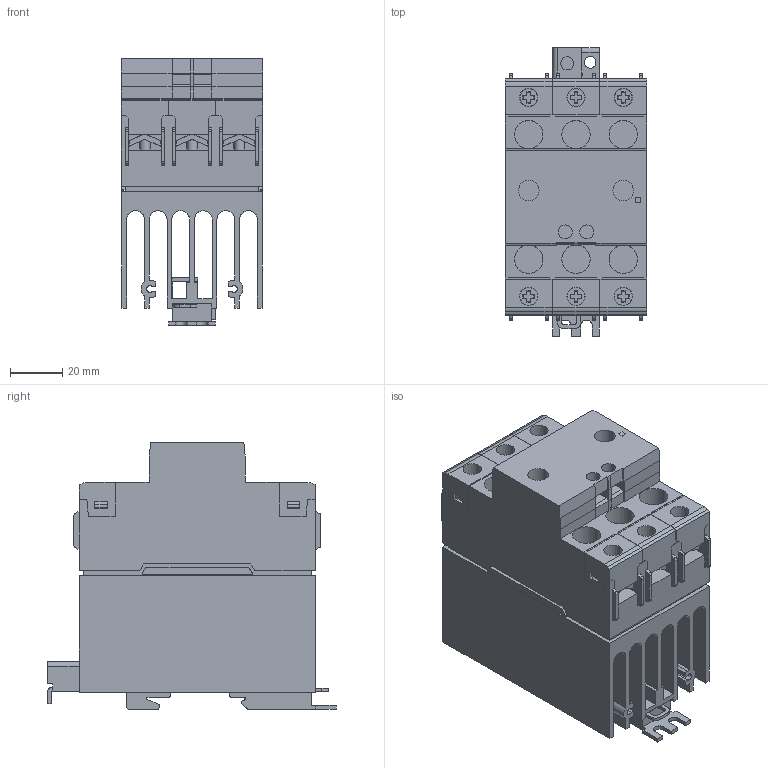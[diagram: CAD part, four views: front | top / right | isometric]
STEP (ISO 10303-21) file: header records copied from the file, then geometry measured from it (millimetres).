
FILE_DESCRIPTION(('CATIA V5 STEP Exchange','CAx-IF Rec.Pracs.--- Model Styling and Organization---1.4--- 2014-01-23'),'2;1');
FILE_NAME ('D1601685_0', '2024-02-14T09:54:03+00:00', ('none'), ('Weidmueller'), 'CATIA Version 5-6 Release 2016 SP3 HF44', 'CATIA V5 STEP AP214', 'none');
FILE_SCHEMA(('AUTOMOTIVE_DESIGN { 1 0 10303 214 1 1 1 1 }'));
Length unit declared in the file: millimetre
Products named in the file (1): S3D_PSSRN_K_24VDC_3Z_K_600VAC_20A
Bounding box: 53.8 x 110 x 101.68 mm (x, y, z)
Volume: 270043.5 mm3; surface area: 97213.4 mm2
Topology: 7 solids, 7 shells, 1000 faces, 2842 edges, 1885 vertices
Faces by surface type: plane 761, cylinder 184, extrusion 55
Entity records: 32118 total; most frequent: CARTESIAN_POINT 6892, ORIENTED_EDGE 5684, DIRECTION 3818, EDGE_CURVE 2842, VECTOR 2240, LINE 2185, VERTEX_POINT 1885, EDGE_LOOP 1080
